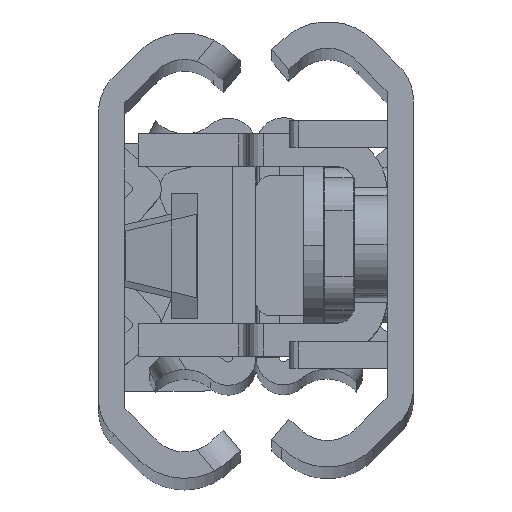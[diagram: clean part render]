
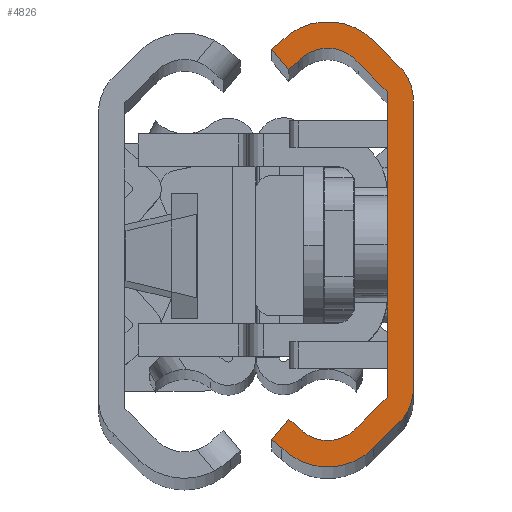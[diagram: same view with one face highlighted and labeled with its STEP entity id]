
A CAD part, top view. The second image highlights one B-rep face of the part: STEP entity #4826.
In plain terms, the highlighted planar face has unit normal (0, 0, 1).
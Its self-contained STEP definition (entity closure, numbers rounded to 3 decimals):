
#255 = CARTESIAN_POINT ( 'NONE',  ( 8.6, -11.831, 0. ) ) ;
#295 = VECTOR ( 'NONE', #10447, 1000. ) ;
#344 = EDGE_CURVE ( 'NONE', #12146, #7577, #8456, .T. ) ;
#356 = ORIENTED_EDGE ( 'NONE', *, *, #10446, .T. ) ;
#438 = EDGE_LOOP ( 'NONE', ( #6851, #8860, #9415, #8113, #4278, #8548, #2544, #9074, #6174, #755, #10954, #6625, #12247, #8657, #7824, #8004, #10478, #356 ) ) ;
#755 = ORIENTED_EDGE ( 'NONE', *, *, #3464, .T. ) ;
#833 = CARTESIAN_POINT ( 'NONE',  ( 6.974, 11.106, 0. ) ) ;
#895 = VERTEX_POINT ( 'NONE', #6817 ) ;
#956 = CARTESIAN_POINT ( 'NONE',  ( 2.414, -12.346, 0. ) ) ;
#1072 = EDGE_CURVE ( 'NONE', #11604, #895, #12957, .T. ) ;
#1077 = DIRECTION ( 'NONE',  ( 0., 0., 1. ) ) ;
#1170 = CARTESIAN_POINT ( 'NONE',  ( 3.359, 11.028, 0. ) ) ;
#1332 = DIRECTION ( 'NONE',  ( -0.766, -0.643, 0. ) ) ;
#1412 = DIRECTION ( 'NONE',  ( 0., 1., 0. ) ) ;
#1420 = VERTEX_POINT ( 'NONE', #6263 ) ;
#1468 = CARTESIAN_POINT ( 'NONE',  ( 7.572, -10.605, 0. ) ) ;
#1470 = VECTOR ( 'NONE', #12176, 1000. ) ;
#1568 = DIRECTION ( 'NONE',  ( -0.707, -0.707, 0. ) ) ;
#1613 = LINE ( 'NONE', #3520, #9996 ) ;
#1622 = VERTEX_POINT ( 'NONE', #3372 ) ;
#1691 = LINE ( 'NONE', #6444, #4180 ) ;
#1771 = LINE ( 'NONE', #3799, #3014 ) ;
#2091 = VERTEX_POINT ( 'NONE', #956 ) ;
#2116 = AXIS2_PLACEMENT_3D ( 'NONE', #9730, #9290, #6673 ) ;
#2147 = LINE ( 'NONE', #2281, #1470 ) ;
#2157 = AXIS2_PLACEMENT_3D ( 'NONE', #4936, #12865, #10886 ) ;
#2281 = CARTESIAN_POINT ( 'NONE',  ( 3.359, -11.028, 0. ) ) ;
#2319 = EDGE_CURVE ( 'NONE', #10682, #12146, #6217, .T. ) ;
#2544 = ORIENTED_EDGE ( 'NONE', *, *, #344, .T. ) ;
#2601 = LINE ( 'NONE', #11830, #9779 ) ;
#2864 = CARTESIAN_POINT ( 'NONE',  ( 3.359, -11.028, 0. ) ) ;
#3014 = VECTOR ( 'NONE', #5711, 1000. ) ;
#3180 = LINE ( 'NONE', #11376, #6574 ) ;
#3301 = DIRECTION ( 'NONE',  ( 1., 0., 0. ) ) ;
#3335 = DIRECTION ( 'NONE',  ( 0., 0., 1. ) ) ;
#3372 = CARTESIAN_POINT ( 'NONE',  ( 1.6, 9.269, 0. ) ) ;
#3464 = EDGE_CURVE ( 'NONE', #6228, #12297, #2147, .T. ) ;
#3519 = CARTESIAN_POINT ( 'NONE',  ( 0., 8.689, 0. ) ) ;
#3520 = CARTESIAN_POINT ( 'NONE',  ( 1.6, 9.269, 0. ) ) ;
#3799 = CARTESIAN_POINT ( 'NONE',  ( 7.572, 10.605, 0. ) ) ;
#4070 = EDGE_CURVE ( 'NONE', #895, #2091, #4491, .T. ) ;
#4180 = VECTOR ( 'NONE', #1568, 1000. ) ;
#4205 = EDGE_CURVE ( 'NONE', #12574, #7833, #10085, .T. ) ;
#4278 = ORIENTED_EDGE ( 'NONE', *, *, #5342, .T. ) ;
#4491 = LINE ( 'NONE', #5662, #5637 ) ;
#4564 = DIRECTION ( 'NONE',  ( 1., 0., 0. ) ) ;
#4826 = ADVANCED_FACE ( 'NONE', ( #9417 ), #8554, .T. ) ;
#4936 = CARTESIAN_POINT ( 'NONE',  ( 5.2, -9.56, 0. ) ) ;
#5216 = EDGE_CURVE ( 'NONE', #11666, #12574, #3180, .T. ) ;
#5340 = VECTOR ( 'NONE', #8623, 1000. ) ;
#5342 = EDGE_CURVE ( 'NONE', #2091, #10682, #6772, .T. ) ;
#5564 = CIRCLE ( 'NONE', #11038, 3. ) ;
#5637 = VECTOR ( 'NONE', #12559, 1000. ) ;
#5662 = CARTESIAN_POINT ( 'NONE',  ( 2.414, -12.346, 0. ) ) ;
#5711 = DIRECTION ( 'NONE',  ( 0.766, -0.643, 0. ) ) ;
#5745 = CARTESIAN_POINT ( 'NONE',  ( 7.986, 12.346, 0. ) ) ;
#5784 = EDGE_CURVE ( 'NONE', #8927, #11666, #1771, .T. ) ;
#5849 = DIRECTION ( 'NONE',  ( -0.766, 0.643, 0. ) ) ;
#5888 = VECTOR ( 'NONE', #12235, 1000. ) ;
#6174 = ORIENTED_EDGE ( 'NONE', *, *, #12140, .T. ) ;
#6217 = LINE ( 'NONE', #10195, #5888 ) ;
#6228 = VERTEX_POINT ( 'NONE', #2864 ) ;
#6263 = CARTESIAN_POINT ( 'NONE',  ( 0.879, 10.811, 0. ) ) ;
#6331 = CARTESIAN_POINT ( 'NONE',  ( 6.974, -11.106, 0. ) ) ;
#6436 = VERTEX_POINT ( 'NONE', #3519 ) ;
#6444 = CARTESIAN_POINT ( 'NONE',  ( 2.414, 12.346, 0. ) ) ;
#6457 = CARTESIAN_POINT ( 'NONE',  ( 7.572, 10.605, 0. ) ) ;
#6574 = VECTOR ( 'NONE', #6654, 1000. ) ;
#6625 = ORIENTED_EDGE ( 'NONE', *, *, #9098, .T. ) ;
#6630 = CARTESIAN_POINT ( 'NONE',  ( 3.359, 11.028, 0. ) ) ;
#6654 = DIRECTION ( 'NONE',  ( 0.643, 0.766, 0. ) ) ;
#6673 = DIRECTION ( 'NONE',  ( 1., 0., 0. ) ) ;
#6772 = CIRCLE ( 'NONE', #2157, 3.94 ) ;
#6817 = CARTESIAN_POINT ( 'NONE',  ( 0.879, -10.811, 0. ) ) ;
#6851 = ORIENTED_EDGE ( 'NONE', *, *, #6868, .T. ) ;
#6865 = VERTEX_POINT ( 'NONE', #6331 ) ;
#6868 = EDGE_CURVE ( 'NONE', #1420, #6436, #5564, .T. ) ;
#6979 = AXIS2_PLACEMENT_3D ( 'NONE', #9484, #3335, #11320 ) ;
#7146 = CARTESIAN_POINT ( 'NONE',  ( 7.572, -10.605, 0. ) ) ;
#7280 = CARTESIAN_POINT ( 'NONE',  ( 3., -8.689, 0. ) ) ;
#7320 = VECTOR ( 'NONE', #5849, 1000. ) ;
#7348 = CIRCLE ( 'NONE', #7572, 2.38 ) ;
#7398 = CARTESIAN_POINT ( 'NONE',  ( 8.6, -11.831, 0. ) ) ;
#7510 = CARTESIAN_POINT ( 'NONE',  ( 5.2, 9.52, 0. ) ) ;
#7572 = AXIS2_PLACEMENT_3D ( 'NONE', #7510, #11539, #12723 ) ;
#7577 = VERTEX_POINT ( 'NONE', #7146 ) ;
#7597 = DIRECTION ( 'NONE',  ( 0., 0., 1. ) ) ;
#7824 = ORIENTED_EDGE ( 'NONE', *, *, #5216, .T. ) ;
#7833 = VERTEX_POINT ( 'NONE', #5745 ) ;
#7839 = EDGE_CURVE ( 'NONE', #6436, #11604, #2601, .T. ) ;
#7994 = CARTESIAN_POINT ( 'NONE',  ( 1.6, -9.269, 0. ) ) ;
#8004 = ORIENTED_EDGE ( 'NONE', *, *, #4205, .T. ) ;
#8010 = CARTESIAN_POINT ( 'NONE',  ( 7.986, -12.346, 0. ) ) ;
#8113 = ORIENTED_EDGE ( 'NONE', *, *, #4070, .T. ) ;
#8203 = EDGE_CURVE ( 'NONE', #7577, #6865, #10510, .T. ) ;
#8456 = LINE ( 'NONE', #7398, #295 ) ;
#8473 = CARTESIAN_POINT ( 'NONE',  ( 2.414, 12.346, 0. ) ) ;
#8530 = CARTESIAN_POINT ( 'NONE',  ( 5.2, 9.56, 0. ) ) ;
#8548 = ORIENTED_EDGE ( 'NONE', *, *, #2319, .T. ) ;
#8554 = PLANE ( 'NONE',  #6979 ) ;
#8623 = DIRECTION ( 'NONE',  ( 0.707, 0.707, 0. ) ) ;
#8653 = CARTESIAN_POINT ( 'NONE',  ( 8.6, 11.831, 0. ) ) ;
#8656 = CIRCLE ( 'NONE', #2116, 2.38 ) ;
#8657 = ORIENTED_EDGE ( 'NONE', *, *, #5784, .T. ) ;
#8860 = ORIENTED_EDGE ( 'NONE', *, *, #7839, .T. ) ;
#8927 = VERTEX_POINT ( 'NONE', #833 ) ;
#9074 = ORIENTED_EDGE ( 'NONE', *, *, #8203, .T. ) ;
#9098 = EDGE_CURVE ( 'NONE', #1622, #10330, #12533, .T. ) ;
#9277 = CIRCLE ( 'NONE', #12442, 3.94 ) ;
#9290 = DIRECTION ( 'NONE',  ( 0., 0., -1. ) ) ;
#9415 = ORIENTED_EDGE ( 'NONE', *, *, #1072, .T. ) ;
#9417 = FACE_OUTER_BOUND ( 'NONE', #438, .T. ) ;
#9484 = CARTESIAN_POINT ( 'NONE',  ( 3., 8.689, 0. ) ) ;
#9572 = EDGE_CURVE ( 'NONE', #12297, #1622, #1613, .T. ) ;
#9617 = VERTEX_POINT ( 'NONE', #8473 ) ;
#9730 = CARTESIAN_POINT ( 'NONE',  ( 5.2, -9.52, 0. ) ) ;
#9779 = VECTOR ( 'NONE', #9851, 1000. ) ;
#9851 = DIRECTION ( 'NONE',  ( 0., -1., 0. ) ) ;
#9953 = CARTESIAN_POINT ( 'NONE',  ( 8.6, 11.831, 0. ) ) ;
#9996 = VECTOR ( 'NONE', #1412, 1000. ) ;
#10085 = LINE ( 'NONE', #9953, #7320 ) ;
#10195 = CARTESIAN_POINT ( 'NONE',  ( 8.6, -11.831, 0. ) ) ;
#10330 = VERTEX_POINT ( 'NONE', #1170 ) ;
#10331 = DIRECTION ( 'NONE',  ( 1., 0., 0. ) ) ;
#10446 = EDGE_CURVE ( 'NONE', #9617, #1420, #1691, .T. ) ;
#10447 = DIRECTION ( 'NONE',  ( -0.643, 0.766, 0. ) ) ;
#10478 = ORIENTED_EDGE ( 'NONE', *, *, #11203, .T. ) ;
#10510 = LINE ( 'NONE', #1468, #11235 ) ;
#10542 = EDGE_CURVE ( 'NONE', #10330, #8927, #7348, .T. ) ;
#10682 = VERTEX_POINT ( 'NONE', #8010 ) ;
#10886 = DIRECTION ( 'NONE',  ( 1., 0., 0. ) ) ;
#10954 = ORIENTED_EDGE ( 'NONE', *, *, #9572, .T. ) ;
#11038 = AXIS2_PLACEMENT_3D ( 'NONE', #11501, #11223, #3301 ) ;
#11147 = CARTESIAN_POINT ( 'NONE',  ( 0., -8.689, 0. ) ) ;
#11203 = EDGE_CURVE ( 'NONE', #7833, #9617, #9277, .T. ) ;
#11223 = DIRECTION ( 'NONE',  ( 0., 0., 1. ) ) ;
#11235 = VECTOR ( 'NONE', #1332, 1000. ) ;
#11271 = AXIS2_PLACEMENT_3D ( 'NONE', #7280, #1077, #10331 ) ;
#11320 = DIRECTION ( 'NONE',  ( 1., 0., 0. ) ) ;
#11376 = CARTESIAN_POINT ( 'NONE',  ( 8.6, 11.831, 0. ) ) ;
#11501 = CARTESIAN_POINT ( 'NONE',  ( 3., 8.689, 0. ) ) ;
#11539 = DIRECTION ( 'NONE',  ( 0., 0., -1. ) ) ;
#11604 = VERTEX_POINT ( 'NONE', #11147 ) ;
#11666 = VERTEX_POINT ( 'NONE', #6457 ) ;
#11830 = CARTESIAN_POINT ( 'NONE',  ( 0., -8.689, 0. ) ) ;
#12140 = EDGE_CURVE ( 'NONE', #6865, #6228, #8656, .T. ) ;
#12146 = VERTEX_POINT ( 'NONE', #255 ) ;
#12176 = DIRECTION ( 'NONE',  ( -0.707, 0.707, 0. ) ) ;
#12235 = DIRECTION ( 'NONE',  ( 0.766, 0.643, 0. ) ) ;
#12247 = ORIENTED_EDGE ( 'NONE', *, *, #10542, .T. ) ;
#12297 = VERTEX_POINT ( 'NONE', #7994 ) ;
#12442 = AXIS2_PLACEMENT_3D ( 'NONE', #8530, #7597, #4564 ) ;
#12533 = LINE ( 'NONE', #6630, #5340 ) ;
#12559 = DIRECTION ( 'NONE',  ( 0.707, -0.707, 0. ) ) ;
#12574 = VERTEX_POINT ( 'NONE', #8653 ) ;
#12723 = DIRECTION ( 'NONE',  ( 1., 0., 0. ) ) ;
#12865 = DIRECTION ( 'NONE',  ( 0., 0., 1. ) ) ;
#12957 = CIRCLE ( 'NONE', #11271, 3. ) ;
